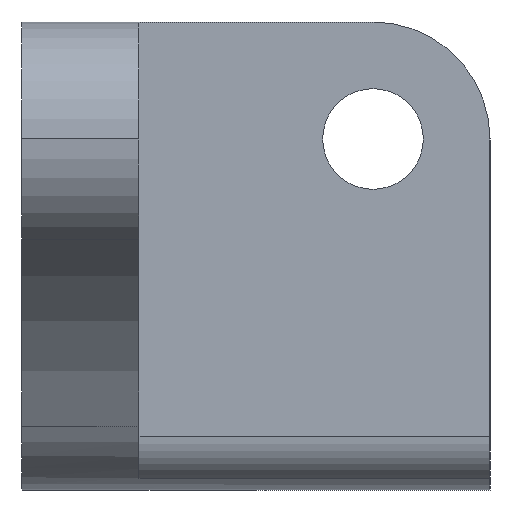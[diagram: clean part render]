
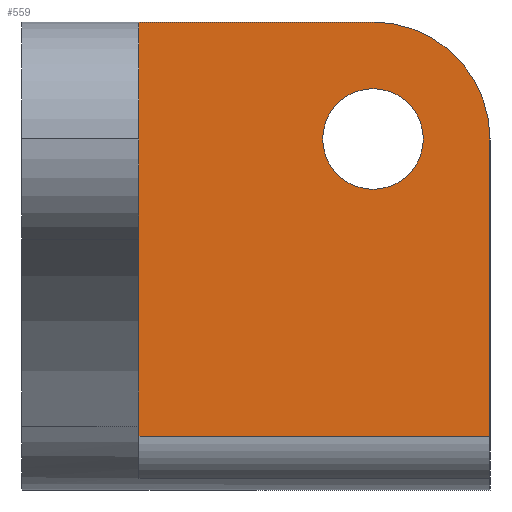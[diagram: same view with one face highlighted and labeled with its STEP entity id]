
A CAD part, left-side view. The second image highlights one B-rep face of the part: STEP entity #559.
In plain terms, the highlighted planar face has unit normal (-1, 0, 0).
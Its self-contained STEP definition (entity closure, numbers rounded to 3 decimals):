
#143=CARTESIAN_POINT('',(-108.459,244.637,557.032));
#144=VERTEX_POINT('',#143);
#151=CARTESIAN_POINT('',(-108.459,244.637,544.33));
#152=VERTEX_POINT('',#151);
#153=CARTESIAN_POINT('',(-108.459,244.637,557.032));
#154=DIRECTION('',(0.,0.,-1.));
#155=VECTOR('',#154,12.702);
#156=LINE('',#153,#155);
#157=EDGE_CURVE('',#144,#152,#156,.T.);
#272=CARTESIAN_POINT('',(-108.459,259.637,544.33));
#273=VERTEX_POINT('',#272);
#281=CARTESIAN_POINT('',(-108.459,259.637,562.032));
#282=VERTEX_POINT('',#281);
#283=CARTESIAN_POINT('',(-108.459,259.637,544.33));
#284=DIRECTION('',(0.,0.,1.));
#285=VECTOR('',#284,17.702);
#286=LINE('',#283,#285);
#287=EDGE_CURVE('',#273,#282,#286,.T.);
#458=CARTESIAN_POINT('',(-108.459,249.637,562.032));
#459=VERTEX_POINT('',#458);
#460=CARTESIAN_POINT('',(-108.459,259.637,562.032));
#461=DIRECTION('',(-0.,-1.,0.));
#462=VECTOR('',#461,10.);
#463=LINE('',#460,#462);
#464=EDGE_CURVE('',#282,#459,#463,.T.);
#516=CARTESIAN_POINT('',(-108.459,249.637,552.032));
#517=DIRECTION('',(1.,-0.,0.));
#518=DIRECTION('',(0.,1.,0.));
#519=AXIS2_PLACEMENT_3D('',#516,#517,#518);
#520=PLANE('',#519);
#521=CARTESIAN_POINT('',(-108.459,249.637,554.882));
#522=VERTEX_POINT('',#521);
#523=CARTESIAN_POINT('',(-108.459,247.487,557.032));
#524=VERTEX_POINT('',#523);
#525=CARTESIAN_POINT('',(-108.459,249.637,557.032));
#526=DIRECTION('',(-1.,-0.,0.));
#527=DIRECTION('',(0.,-1.,0.));
#528=AXIS2_PLACEMENT_3D('',#525,#526,#527);
#529=CIRCLE('',#528,2.15);
#530=EDGE_CURVE('',#522,#524,#529,.T.);
#531=ORIENTED_EDGE('',*,*,#530,.F.);
#532=CARTESIAN_POINT('',(-108.459,249.637,557.032));
#533=DIRECTION('',(-1.,-0.,0.));
#534=DIRECTION('',(0.,-1.,0.));
#535=AXIS2_PLACEMENT_3D('',#532,#533,#534);
#536=CIRCLE('',#535,2.15);
#537=EDGE_CURVE('',#524,#522,#536,.T.);
#538=ORIENTED_EDGE('',*,*,#537,.F.);
#539=EDGE_LOOP('',(#531,#538));
#540=FACE_BOUND('',#539,.T.);
#541=ORIENTED_EDGE('',*,*,#157,.F.);
#542=CARTESIAN_POINT('',(-108.459,249.637,557.032));
#543=DIRECTION('',(-1.,0.,-0.));
#544=DIRECTION('',(0.,1.,0.));
#545=AXIS2_PLACEMENT_3D('',#542,#543,#544);
#546=CIRCLE('',#545,5.);
#547=EDGE_CURVE('',#144,#459,#546,.T.);
#548=ORIENTED_EDGE('',*,*,#547,.T.);
#549=ORIENTED_EDGE('',*,*,#464,.F.);
#550=ORIENTED_EDGE('',*,*,#287,.F.);
#551=CARTESIAN_POINT('',(-108.459,259.637,544.33));
#552=DIRECTION('',(-0.,-1.,0.));
#553=VECTOR('',#552,15.);
#554=LINE('',#551,#553);
#555=EDGE_CURVE('',#273,#152,#554,.T.);
#556=ORIENTED_EDGE('',*,*,#555,.T.);
#557=EDGE_LOOP('',(#541,#548,#549,#550,#556));
#558=FACE_BOUND('',#557,.T.);
#559=ADVANCED_FACE('',(#540,#558),#520,.F.);
